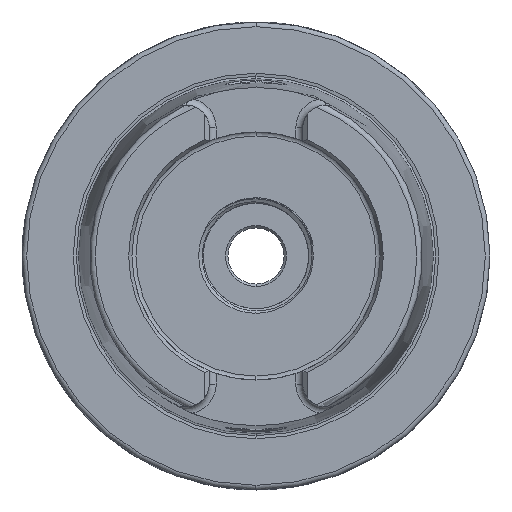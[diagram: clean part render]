
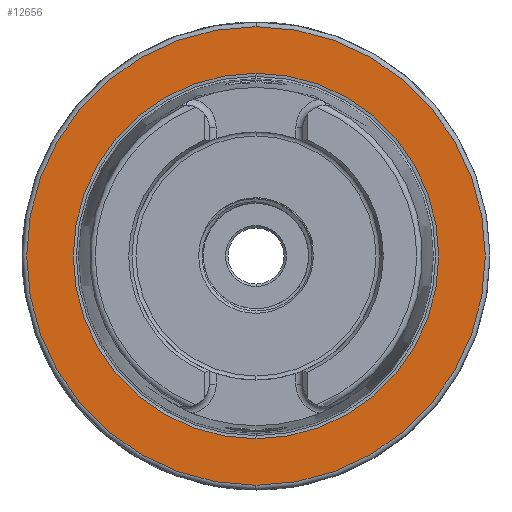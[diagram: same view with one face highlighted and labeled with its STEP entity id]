
A CAD part, left-side view. The second image highlights one B-rep face of the part: STEP entity #12656.
In plain terms, the highlighted planar face has unit normal (-1, 0, 0).
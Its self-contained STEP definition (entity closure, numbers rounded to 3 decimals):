
#4144 = EDGE_LOOP ( 'NONE', ( #4324, #4325 ) ) ;
#4145 = EDGE_LOOP ( 'NONE', ( #4327, #4326 ) ) ;
#4324 = ORIENTED_EDGE ( 'NONE', *, *, #8415, .T. ) ;
#4325 = ORIENTED_EDGE ( 'NONE', *, *, #12588, .T. ) ;
#4326 = ORIENTED_EDGE ( 'NONE', *, *, #12589, .T. ) ;
#4327 = ORIENTED_EDGE ( 'NONE', *, *, #8404, .T. ) ;
#5119 = CIRCLE ( 'NONE', #13018, 39.054 ) ;
#5125 = CIRCLE ( 'NONE', #13032, 49. ) ;
#5152 = CIRCLE ( 'NONE', #6221, 49. ) ;
#5153 = CIRCLE ( 'NONE', #6220, 39.054 ) ;
#6220 = AXIS2_PLACEMENT_3D ( 'NONE', #11473, #11474, #11475 ) ;
#6221 = AXIS2_PLACEMENT_3D ( 'NONE', #11470, #11471, #11472 ) ;
#8404 = EDGE_CURVE ( 'NONE', #13138, #13136, #5119, .T. ) ;
#8415 = EDGE_CURVE ( 'NONE', #13131, #13125, #5125, .T. ) ;
#11470 = CARTESIAN_POINT ( 'NONE',  ( 0., 0., 0. ) ) ;
#11471 = DIRECTION ( 'NONE',  ( -1., 0., 0. ) ) ;
#11472 = DIRECTION ( 'NONE',  ( 0., 0., 1. ) ) ;
#11473 = CARTESIAN_POINT ( 'NONE',  ( 0., 0., 0. ) ) ;
#11474 = DIRECTION ( 'NONE',  ( 1., 0., 0. ) ) ;
#11475 = DIRECTION ( 'NONE',  ( 0., 0., -1. ) ) ;
#11899 = CARTESIAN_POINT ( 'NONE',  ( 0., 0., -49. ) ) ;
#11905 = CARTESIAN_POINT ( 'NONE',  ( 0., 0., 49. ) ) ;
#11910 = CARTESIAN_POINT ( 'NONE',  ( 0., 0., -39.054 ) ) ;
#11912 = CARTESIAN_POINT ( 'NONE',  ( 0., 0., 39.054 ) ) ;
#12588 = EDGE_CURVE ( 'NONE', #13125, #13131, #5152, .T. ) ;
#12589 = EDGE_CURVE ( 'NONE', #13136, #13138, #5153, .T. ) ;
#12656 = ADVANCED_FACE ( 'NONE', ( #15304, #15309 ), #15973, .T. ) ;
#13018 = AXIS2_PLACEMENT_3D ( 'NONE', #14855, #14859, #14860 ) ;
#13032 = AXIS2_PLACEMENT_3D ( 'NONE', #14891, #14892, #14893 ) ;
#13125 = VERTEX_POINT ( 'NONE', #11899 ) ;
#13131 = VERTEX_POINT ( 'NONE', #11905 ) ;
#13136 = VERTEX_POINT ( 'NONE', #11910 ) ;
#13138 = VERTEX_POINT ( 'NONE', #11912 ) ;
#14855 = CARTESIAN_POINT ( 'NONE',  ( 0., 0., 0. ) ) ;
#14859 = DIRECTION ( 'NONE',  ( 1., 0., 0. ) ) ;
#14860 = DIRECTION ( 'NONE',  ( 0., 0., -1. ) ) ;
#14891 = CARTESIAN_POINT ( 'NONE',  ( 0., 0., 0. ) ) ;
#14892 = DIRECTION ( 'NONE',  ( -1., 0., 0. ) ) ;
#14893 = DIRECTION ( 'NONE',  ( 0., 0., 1. ) ) ;
#15304 = FACE_OUTER_BOUND ( 'NONE', #4144, .T. ) ;
#15309 = FACE_BOUND ( 'NONE', #4145, .T. ) ;
#15311 = AXIS2_PLACEMENT_3D ( 'NONE', #15974, #15975, #15976 ) ;
#15973 = PLANE ( 'NONE',  #15311 ) ;
#15974 = CARTESIAN_POINT ( 'NONE',  ( 0., 39.054, 0. ) ) ;
#15975 = DIRECTION ( 'NONE',  ( -1., 0., 0. ) ) ;
#15976 = DIRECTION ( 'NONE',  ( 0., 0., 1. ) ) ;
